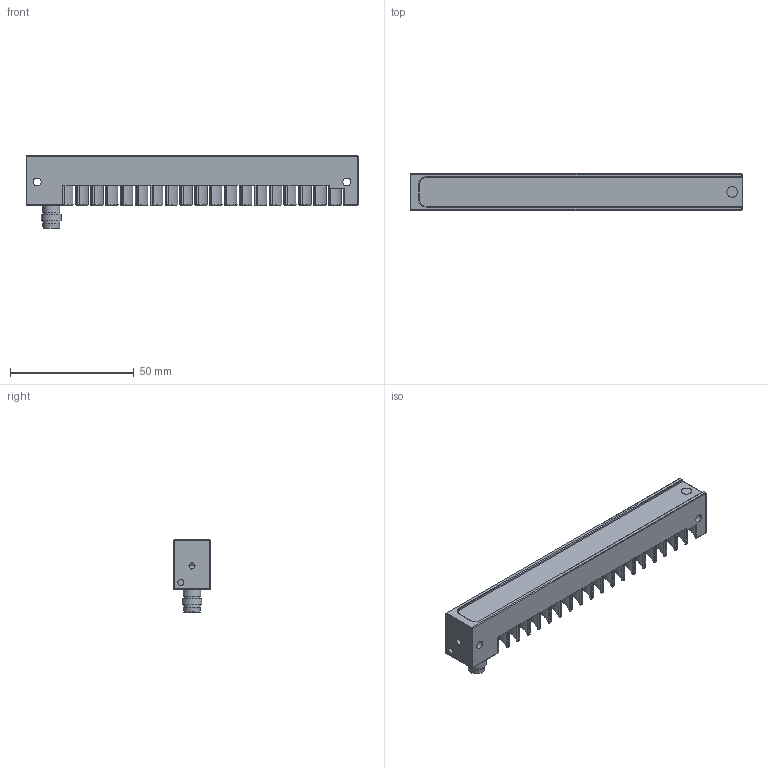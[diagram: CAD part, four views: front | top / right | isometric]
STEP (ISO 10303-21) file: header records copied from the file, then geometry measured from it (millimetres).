
FILE_DESCRIPTION(/* description */ ('Unknown'),/* implementation_level */ '2;1');
FILE_NAME(/* name */ 'Sestava LL2-120',/* time_stamp */ '2024-09-18T08:06:31+02:00',/* author */ ('Unknown'),/* organization */ ('Smartview s. r. o.'),/* preprocessor_version */ 'ST-DEVELOPER v18.1',/* originating_system */ 'Solid Edge',/* authorisation */ 'Unknown');
FILE_SCHEMA (('AUTOMOTIVE_DESIGN {1 0 10303 214 3 1 1}'));
Length unit declared in the file: millimetre
Products named in the file (4): Sestava LL2-120; Tìleso_LL2-120; Plexisklo LL2-120; Konektor_M8-MD3
Assembly tree (3 placements, depth 2):
  Sestava LL2-120
    Tìleso_LL2-120
    Plexisklo LL2-120
    Konektor_M8-MD3
Bounding box: 134 x 15 x 29.1 mm (x, y, z)
Volume: 26892.4 mm3; surface area: 23069.2 mm2
Topology: 3 solids, 3 shells, 456 faces, 1118 edges, 644 vertices
Faces by surface type: cylinder 173, plane 150, cone 129, torus 4
Full cylindrical faces by diameter (mm): 0.7 x3, 1 x6, 1.567 x1, 2.3 x1, 2.459 x4, 3.2 x2, 5.6 x4, 5.8 x2, 5.9 x1, 6.2 x1, 6.8 x1, 6.804 x1, 7 x1, 8 x1
Entity records: 15843 total; most frequent: DIRECTION 2362, CARTESIAN_POINT 2152, ORIENTED_EDGE 2034, EDGE_CURVE 1017, AXIS2_PLACEMENT_3D 891, VERTEX_POINT 626, LINE 580, VECTOR 580
